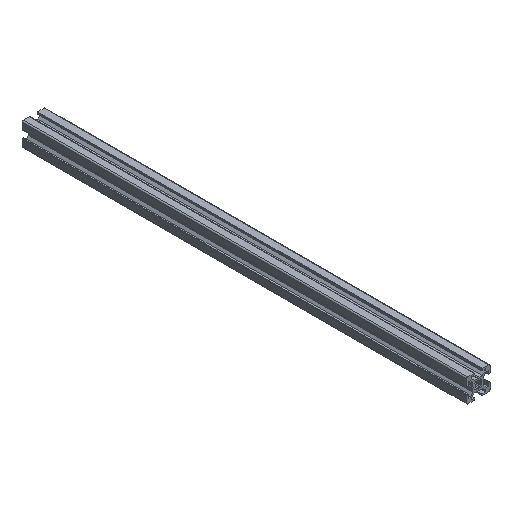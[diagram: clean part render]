
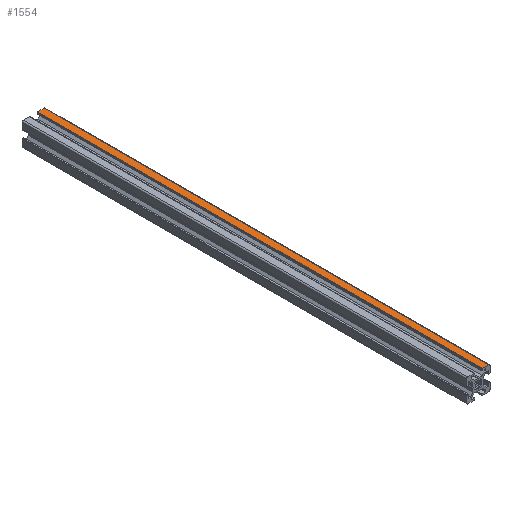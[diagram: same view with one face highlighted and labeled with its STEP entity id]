
A CAD part, isometric view. The second image highlights one B-rep face of the part: STEP entity #1554.
In plain terms, the highlighted planar face has unit normal (0, 0, 1).
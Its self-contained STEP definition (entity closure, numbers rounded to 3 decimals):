
#72 = PLANE('',#73);
#73 = AXIS2_PLACEMENT_3D('',#74,#75,#76);
#74 = CARTESIAN_POINT('',(5.456,-380.,5.456));
#75 = DIRECTION('',(0.,1.,0.));
#76 = DIRECTION('',(-0.,0.,-1.));
#100 = CYLINDRICAL_SURFACE('',#101,1.);
#101 = AXIS2_PLACEMENT_3D('',#102,#103,#104);
#102 = CARTESIAN_POINT('',(9.,0.,9.));
#103 = DIRECTION('',(-0.,1.,0.));
#104 = DIRECTION('',(-1.,0.,0.));
#126 = PLANE('',#127);
#127 = AXIS2_PLACEMENT_3D('',#128,#129,#130);
#128 = CARTESIAN_POINT('',(5.456,0.,5.456));
#129 = DIRECTION('',(0.,1.,0.));
#130 = DIRECTION('',(-0.,0.,-1.));
#217 = EDGE_CURVE('',#218,#220,#222,.T.);
#218 = VERTEX_POINT('',#219);
#219 = CARTESIAN_POINT('',(9.,0.,10.));
#220 = VERTEX_POINT('',#221);
#221 = CARTESIAN_POINT('',(9.,-380.,10.));
#222 = SURFACE_CURVE('',#223,(#227,#234),.PCURVE_S1.);
#223 = LINE('',#224,#225);
#224 = CARTESIAN_POINT('',(9.,0.,10.));
#225 = VECTOR('',#226,1.);
#226 = DIRECTION('',(0.,-1.,0.));
#227 = PCURVE('',#100,#228);
#228 = DEFINITIONAL_REPRESENTATION('',(#229),#233);
#229 = LINE('',#230,#231);
#230 = CARTESIAN_POINT('',(1.571,0.));
#231 = VECTOR('',#232,1.);
#232 = DIRECTION('',(0.,-1.));
#233 = ( GEOMETRIC_REPRESENTATION_CONTEXT(2) 
PARAMETRIC_REPRESENTATION_CONTEXT() REPRESENTATION_CONTEXT('2D SPACE',''
  ) );
#234 = PCURVE('',#235,#240);
#235 = PLANE('',#236);
#236 = AXIS2_PLACEMENT_3D('',#237,#238,#239);
#237 = CARTESIAN_POINT('',(9.,0.,10.));
#238 = DIRECTION('',(0.,0.,1.));
#239 = DIRECTION('',(1.,0.,0.));
#240 = DEFINITIONAL_REPRESENTATION('',(#241),#245);
#241 = LINE('',#242,#243);
#242 = CARTESIAN_POINT('',(-0.,-0.));
#243 = VECTOR('',#244,1.);
#244 = DIRECTION('',(-0.,-1.));
#245 = ( GEOMETRIC_REPRESENTATION_CONTEXT(2) 
PARAMETRIC_REPRESENTATION_CONTEXT() REPRESENTATION_CONTEXT('2D SPACE',''
  ) );
#297 = EDGE_CURVE('',#218,#298,#300,.T.);
#298 = VERTEX_POINT('',#299);
#299 = CARTESIAN_POINT('',(3.4,0.,10.));
#300 = SURFACE_CURVE('',#301,(#305,#312),.PCURVE_S1.);
#301 = LINE('',#302,#303);
#302 = CARTESIAN_POINT('',(9.,0.,10.));
#303 = VECTOR('',#304,1.);
#304 = DIRECTION('',(-1.,0.,-0.));
#305 = PCURVE('',#126,#306);
#306 = DEFINITIONAL_REPRESENTATION('',(#307),#311);
#307 = LINE('',#308,#309);
#308 = CARTESIAN_POINT('',(-4.544,-3.544));
#309 = VECTOR('',#310,1.);
#310 = DIRECTION('',(-0.,1.));
#311 = ( GEOMETRIC_REPRESENTATION_CONTEXT(2) 
PARAMETRIC_REPRESENTATION_CONTEXT() REPRESENTATION_CONTEXT('2D SPACE',''
  ) );
#312 = PCURVE('',#235,#313);
#313 = DEFINITIONAL_REPRESENTATION('',(#314),#318);
#314 = LINE('',#315,#316);
#315 = CARTESIAN_POINT('',(-0.,0.));
#316 = VECTOR('',#317,1.);
#317 = DIRECTION('',(-1.,0.));
#318 = ( GEOMETRIC_REPRESENTATION_CONTEXT(2) 
PARAMETRIC_REPRESENTATION_CONTEXT() REPRESENTATION_CONTEXT('2D SPACE',''
  ) );
#336 = PLANE('',#337);
#337 = AXIS2_PLACEMENT_3D('',#338,#339,#340);
#338 = CARTESIAN_POINT('',(3.4,0.,10.));
#339 = DIRECTION('',(-1.,0.,-0.));
#340 = DIRECTION('',(0.,0.,1.));
#965 = EDGE_CURVE('',#220,#966,#968,.T.);
#966 = VERTEX_POINT('',#967);
#967 = CARTESIAN_POINT('',(3.4,-380.,10.));
#968 = SURFACE_CURVE('',#969,(#973,#980),.PCURVE_S1.);
#969 = LINE('',#970,#971);
#970 = CARTESIAN_POINT('',(9.,-380.,10.));
#971 = VECTOR('',#972,1.);
#972 = DIRECTION('',(-1.,0.,-0.));
#973 = PCURVE('',#72,#974);
#974 = DEFINITIONAL_REPRESENTATION('',(#975),#979);
#975 = LINE('',#976,#977);
#976 = CARTESIAN_POINT('',(-4.544,-3.544));
#977 = VECTOR('',#978,1.);
#978 = DIRECTION('',(-0.,1.));
#979 = ( GEOMETRIC_REPRESENTATION_CONTEXT(2) 
PARAMETRIC_REPRESENTATION_CONTEXT() REPRESENTATION_CONTEXT('2D SPACE',''
  ) );
#980 = PCURVE('',#235,#981);
#981 = DEFINITIONAL_REPRESENTATION('',(#982),#986);
#982 = LINE('',#983,#984);
#983 = CARTESIAN_POINT('',(-0.,-380.));
#984 = VECTOR('',#985,1.);
#985 = DIRECTION('',(-1.,0.));
#986 = ( GEOMETRIC_REPRESENTATION_CONTEXT(2) 
PARAMETRIC_REPRESENTATION_CONTEXT() REPRESENTATION_CONTEXT('2D SPACE',''
  ) );
#1554 = ADVANCED_FACE('',(#1555),#235,.T.);
#1555 = FACE_BOUND('',#1556,.F.);
#1556 = EDGE_LOOP('',(#1557,#1558,#1559,#1580));
#1557 = ORIENTED_EDGE('',*,*,#217,.T.);
#1558 = ORIENTED_EDGE('',*,*,#965,.T.);
#1559 = ORIENTED_EDGE('',*,*,#1560,.F.);
#1560 = EDGE_CURVE('',#298,#966,#1561,.T.);
#1561 = SURFACE_CURVE('',#1562,(#1566,#1573),.PCURVE_S1.);
#1562 = LINE('',#1563,#1564);
#1563 = CARTESIAN_POINT('',(3.4,0.,10.));
#1564 = VECTOR('',#1565,1.);
#1565 = DIRECTION('',(0.,-1.,0.));
#1566 = PCURVE('',#235,#1567);
#1567 = DEFINITIONAL_REPRESENTATION('',(#1568),#1572);
#1568 = LINE('',#1569,#1570);
#1569 = CARTESIAN_POINT('',(-5.6,0.));
#1570 = VECTOR('',#1571,1.);
#1571 = DIRECTION('',(-0.,-1.));
#1572 = ( GEOMETRIC_REPRESENTATION_CONTEXT(2) 
PARAMETRIC_REPRESENTATION_CONTEXT() REPRESENTATION_CONTEXT('2D SPACE',''
  ) );
#1573 = PCURVE('',#336,#1574);
#1574 = DEFINITIONAL_REPRESENTATION('',(#1575),#1579);
#1575 = LINE('',#1576,#1577);
#1576 = CARTESIAN_POINT('',(-0.,0.));
#1577 = VECTOR('',#1578,1.);
#1578 = DIRECTION('',(-0.,-1.));
#1579 = ( GEOMETRIC_REPRESENTATION_CONTEXT(2) 
PARAMETRIC_REPRESENTATION_CONTEXT() REPRESENTATION_CONTEXT('2D SPACE',''
  ) );
#1580 = ORIENTED_EDGE('',*,*,#297,.F.);
